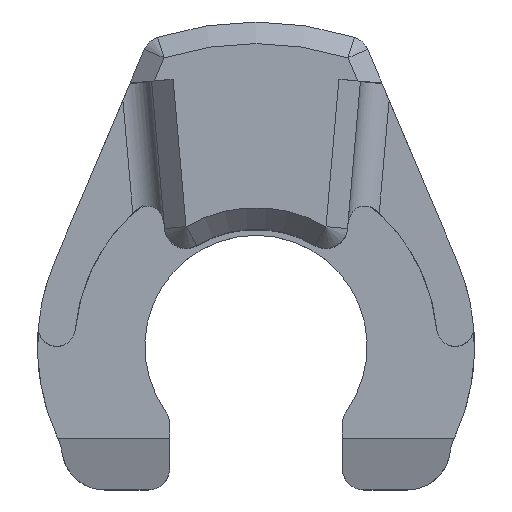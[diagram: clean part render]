
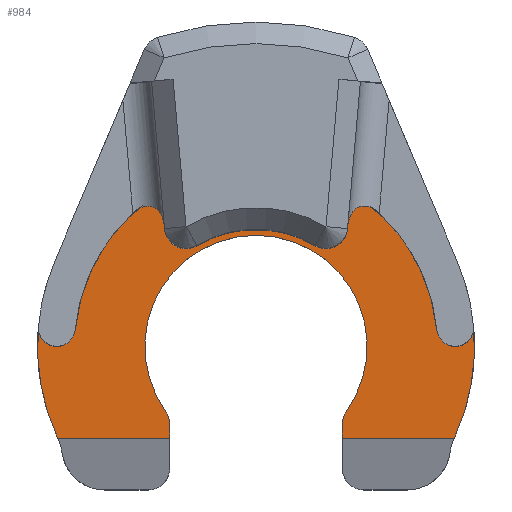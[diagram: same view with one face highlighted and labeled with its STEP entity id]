
A CAD part, top view. The second image highlights one B-rep face of the part: STEP entity #984.
In plain terms, the highlighted planar face has unit normal (0, 0, 1).
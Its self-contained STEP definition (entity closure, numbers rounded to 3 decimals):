
#80=CIRCLE('',#1073,0.5);
#81=CIRCLE('',#1075,2.575);
#82=CIRCLE('',#1077,0.5);
#85=CIRCLE('',#1090,5.061);
#88=CIRCLE('',#1094,5.061);
#89=CIRCLE('',#1095,0.429);
#90=CIRCLE('',#1096,4.203);
#91=CIRCLE('',#1097,0.429);
#153=FACE_OUTER_BOUND('',#210,.T.);
#210=EDGE_LOOP('',(#801,#802,#803,#804,#805,#806,#807,#808,#809,#810,#811,
#812));
#279=LINE('',#1698,#359);
#287=LINE('',#1719,#367);
#290=LINE('',#1734,#370);
#295=LINE('',#1756,#375);
#359=VECTOR('',#1293,10.);
#367=VECTOR('',#1315,10.);
#370=VECTOR('',#1330,10.);
#375=VECTOR('',#1353,10.);
#445=VERTEX_POINT('',#1695);
#446=VERTEX_POINT('',#1697);
#448=VERTEX_POINT('',#1703);
#449=VERTEX_POINT('',#1707);
#450=VERTEX_POINT('',#1711);
#452=VERTEX_POINT('',#1717);
#458=VERTEX_POINT('',#1733);
#462=VERTEX_POINT('',#1745);
#466=VERTEX_POINT('',#1755);
#467=VERTEX_POINT('',#1757);
#468=VERTEX_POINT('',#1759);
#469=VERTEX_POINT('',#1761);
#566=EDGE_CURVE('',#446,#445,#279,.T.);
#570=EDGE_CURVE('',#448,#445,#80,.T.);
#572=EDGE_CURVE('',#448,#449,#81,.T.);
#574=EDGE_CURVE('',#450,#449,#82,.T.);
#577=EDGE_CURVE('',#450,#452,#287,.T.);
#584=EDGE_CURVE('',#446,#458,#290,.T.);
#590=EDGE_CURVE('',#462,#458,#85,.T.);
#595=EDGE_CURVE('',#466,#452,#295,.T.);
#596=EDGE_CURVE('',#466,#467,#88,.T.);
#597=EDGE_CURVE('',#467,#468,#89,.T.);
#598=EDGE_CURVE('',#468,#469,#90,.T.);
#599=EDGE_CURVE('',#469,#462,#91,.T.);
#801=ORIENTED_EDGE('',*,*,#584,.F.);
#802=ORIENTED_EDGE('',*,*,#566,.T.);
#803=ORIENTED_EDGE('',*,*,#570,.F.);
#804=ORIENTED_EDGE('',*,*,#572,.T.);
#805=ORIENTED_EDGE('',*,*,#574,.F.);
#806=ORIENTED_EDGE('',*,*,#577,.T.);
#807=ORIENTED_EDGE('',*,*,#595,.F.);
#808=ORIENTED_EDGE('',*,*,#596,.T.);
#809=ORIENTED_EDGE('',*,*,#597,.T.);
#810=ORIENTED_EDGE('',*,*,#598,.T.);
#811=ORIENTED_EDGE('',*,*,#599,.T.);
#812=ORIENTED_EDGE('',*,*,#590,.T.);
#936=PLANE('',#1093);
#984=ADVANCED_FACE('',(#153),#936,.T.);
#1073=AXIS2_PLACEMENT_3D('',#1705,#1299,#1300);
#1075=AXIS2_PLACEMENT_3D('',#1709,#1304,#1305);
#1077=AXIS2_PLACEMENT_3D('',#1713,#1309,#1310);
#1090=AXIS2_PLACEMENT_3D('',#1746,#1343,#1344);
#1093=AXIS2_PLACEMENT_3D('',#1754,#1351,#1352);
#1094=AXIS2_PLACEMENT_3D('',#1758,#1354,#1355);
#1095=AXIS2_PLACEMENT_3D('',#1760,#1356,#1357);
#1096=AXIS2_PLACEMENT_3D('',#1762,#1358,#1359);
#1097=AXIS2_PLACEMENT_3D('',#1763,#1360,#1361);
#1293=DIRECTION('',(0.,1.,0.));
#1299=DIRECTION('center_axis',(0.,0.,-1.));
#1300=DIRECTION('ref_axis',(0.952,0.306,0.));
#1304=DIRECTION('center_axis',(0.,0.,-1.));
#1305=DIRECTION('ref_axis',(1.,0.,0.));
#1309=DIRECTION('center_axis',(0.,0.,-1.));
#1310=DIRECTION('ref_axis',(-0.952,0.306,0.));
#1315=DIRECTION('',(0.,-1.,0.));
#1330=DIRECTION('',(-1.,0.,0.));
#1343=DIRECTION('center_axis',(0.,0.,1.));
#1344=DIRECTION('ref_axis',(1.,0.,0.));
#1351=DIRECTION('center_axis',(0.,0.,1.));
#1352=DIRECTION('ref_axis',(1.,0.,0.));
#1353=DIRECTION('',(-1.,0.,0.));
#1354=DIRECTION('center_axis',(0.,0.,1.));
#1355=DIRECTION('ref_axis',(1.,0.,0.));
#1356=DIRECTION('center_axis',(0.,0.,-1.));
#1357=DIRECTION('ref_axis',(-0.996,-0.093,0.));
#1358=DIRECTION('center_axis',(0.,0.,1.));
#1359=DIRECTION('ref_axis',(0.996,0.093,0.));
#1360=DIRECTION('center_axis',(0.,0.,-1.));
#1361=DIRECTION('ref_axis',(-0.996,0.093,0.));
#1695=CARTESIAN_POINT('',(-2.,-1.79,1.));
#1697=CARTESIAN_POINT('',(-2.,-2.122,1.));
#1698=CARTESIAN_POINT('',(-2.,-1.622,1.));
#1703=CARTESIAN_POINT('',(-2.093,-1.499,1.));
#1705=CARTESIAN_POINT('Origin',(-2.5,-1.79,1.));
#1707=CARTESIAN_POINT('',(2.093,-1.499,1.));
#1709=CARTESIAN_POINT('Origin',(0.,0.,1.));
#1711=CARTESIAN_POINT('',(2.,-1.79,1.));
#1713=CARTESIAN_POINT('Origin',(2.5,-1.79,1.));
#1717=CARTESIAN_POINT('',(2.,-2.122,1.));
#1719=CARTESIAN_POINT('',(2.,-1.622,1.));
#1733=CARTESIAN_POINT('',(-4.594,-2.122,1.));
#1734=CARTESIAN_POINT('',(-2.243,-2.122,1.));
#1745=CARTESIAN_POINT('',(-5.039,0.468,1.));
#1746=CARTESIAN_POINT('Origin',(0.,0.,1.));
#1754=CARTESIAN_POINT('Origin',(0.,2.089,1.));
#1755=CARTESIAN_POINT('',(4.594,-2.122,1.));
#1756=CARTESIAN_POINT('',(1.,-2.122,1.));
#1757=CARTESIAN_POINT('',(5.039,0.468,1.));
#1758=CARTESIAN_POINT('Origin',(0.,0.,1.));
#1759=CARTESIAN_POINT('',(4.185,0.389,1.));
#1760=CARTESIAN_POINT('Origin',(4.612,0.429,1.));
#1761=CARTESIAN_POINT('',(-4.185,0.389,1.));
#1762=CARTESIAN_POINT('Origin',(0.,0.,
1.));
#1763=CARTESIAN_POINT('Origin',(-4.612,0.429,1.));
